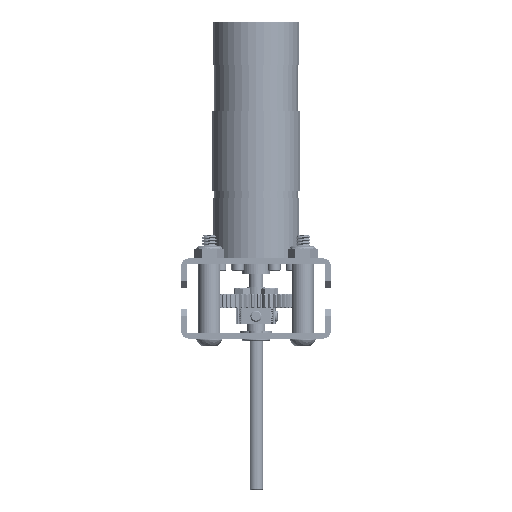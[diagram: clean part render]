
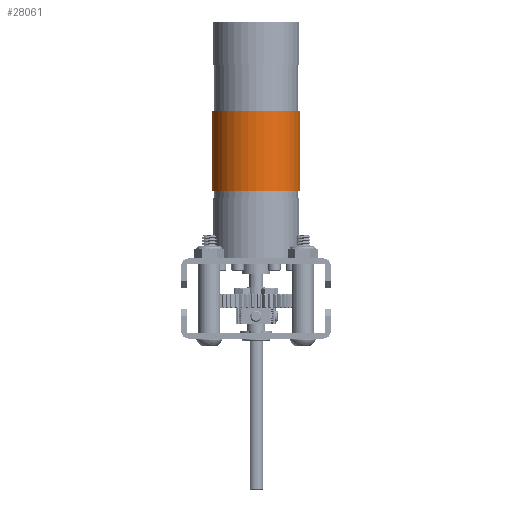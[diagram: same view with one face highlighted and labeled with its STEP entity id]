
A CAD part, left-side view. The second image highlights one B-rep face of the part: STEP entity #28061.
In plain terms, the highlighted cylindrical face has radius 19 mm (diameter 38 mm), a partial arc.
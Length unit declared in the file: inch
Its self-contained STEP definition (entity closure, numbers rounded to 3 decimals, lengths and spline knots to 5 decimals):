
#643 = ORIENTED_EDGE ( 'NONE', *, *, #54326, .F. ) ;
#1345 = VECTOR ( 'NONE', #27406, 39.37008 ) ;
#3250 = CARTESIAN_POINT ( 'NONE',  ( 0., 0., -0.11811 ) ) ;
#3602 = ORIENTED_EDGE ( 'NONE', *, *, #57576, .T. ) ;
#4855 = DIRECTION ( 'NONE',  ( 0., 0., -1. ) ) ;
#5769 = CIRCLE ( 'NONE', #36493, 0.74803 ) ;
#6056 = AXIS2_PLACEMENT_3D ( 'NONE', #3250, #31927, #43105 ) ;
#7545 = AXIS2_PLACEMENT_3D ( 'NONE', #29451, #4855, #30089 ) ;
#8738 = LINE ( 'NONE', #28960, #14917 ) ;
#11347 = CIRCLE ( 'NONE', #7545, 0.74803 ) ;
#13875 = ORIENTED_EDGE ( 'NONE', *, *, #62459, .T. ) ;
#14917 = VECTOR ( 'NONE', #28112, 39.37008 ) ;
#19169 = VERTEX_POINT ( 'NONE', #46557 ) ;
#25533 = VERTEX_POINT ( 'NONE', #33981 ) ;
#27406 = DIRECTION ( 'NONE',  ( 0., 0., -1. ) ) ;
#28061 = ADVANCED_FACE ( 'NONE', ( #48189 ), #59320, .T. ) ;
#28112 = DIRECTION ( 'NONE',  ( 0., 0., -1. ) ) ;
#28960 = CARTESIAN_POINT ( 'NONE',  ( -0.74803, 0., -0.11811 ) ) ;
#29451 = CARTESIAN_POINT ( 'NONE',  ( 0., 0., -1.45669 ) ) ;
#30089 = DIRECTION ( 'NONE',  ( -1., 0., 0. ) ) ;
#30834 = VERTEX_POINT ( 'NONE', #55254 ) ;
#31927 = DIRECTION ( 'NONE',  ( 0., 0., -1. ) ) ;
#33509 = DIRECTION ( 'NONE',  ( -1., 0., 0. ) ) ;
#33718 = CARTESIAN_POINT ( 'NONE',  ( 0., 0., -0.11811 ) ) ;
#33981 = CARTESIAN_POINT ( 'NONE',  ( 0.74803, 0., -0.11811 ) ) ;
#35037 = LINE ( 'NONE', #57191, #1345 ) ;
#36493 = AXIS2_PLACEMENT_3D ( 'NONE', #33718, #58206, #33509 ) ;
#40605 = CARTESIAN_POINT ( 'NONE',  ( -0.74803, 0., -0.11811 ) ) ;
#42658 = EDGE_CURVE ( 'NONE', #19169, #30834, #11347, .T. ) ;
#43105 = DIRECTION ( 'NONE',  ( -1., 0., 0. ) ) ;
#45472 = VERTEX_POINT ( 'NONE', #40605 ) ;
#46254 = EDGE_LOOP ( 'NONE', ( #643, #13875, #3602, #46742 ) ) ;
#46557 = CARTESIAN_POINT ( 'NONE',  ( 0.74803, 0., -1.45669 ) ) ;
#46742 = ORIENTED_EDGE ( 'NONE', *, *, #42658, .F. ) ;
#48189 = FACE_OUTER_BOUND ( 'NONE', #46254, .T. ) ;
#54326 = EDGE_CURVE ( 'NONE', #25533, #19169, #35037, .T. ) ;
#55254 = CARTESIAN_POINT ( 'NONE',  ( -0.74803, 0., -1.45669 ) ) ;
#57191 = CARTESIAN_POINT ( 'NONE',  ( 0.74803, 0., -0.11811 ) ) ;
#57576 = EDGE_CURVE ( 'NONE', #45472, #30834, #8738, .T. ) ;
#58206 = DIRECTION ( 'NONE',  ( 0., 0., -1. ) ) ;
#59320 = CYLINDRICAL_SURFACE ( 'NONE', #6056, 0.74803 ) ;
#62459 = EDGE_CURVE ( 'NONE', #25533, #45472, #5769, .T. ) ;
